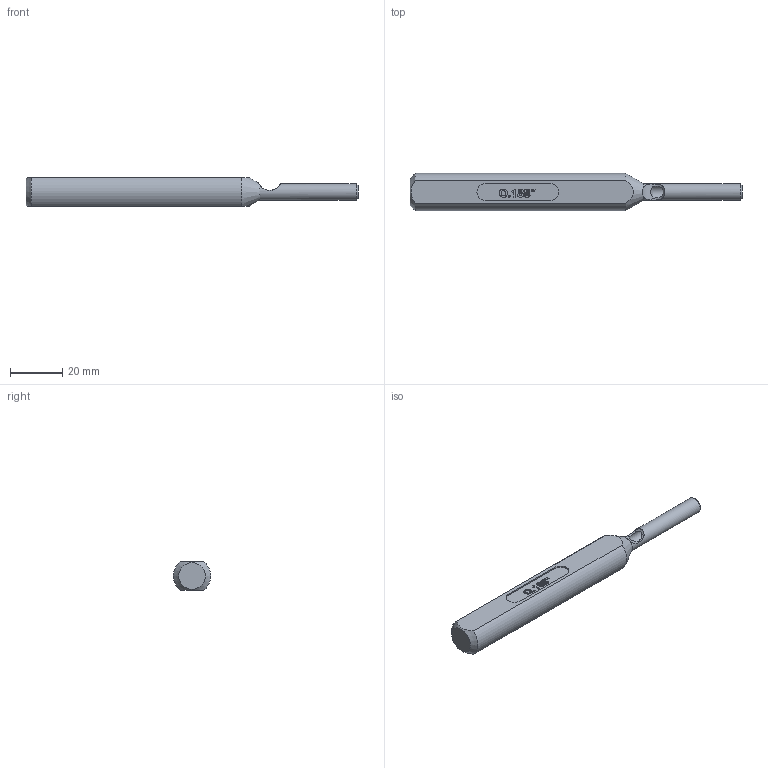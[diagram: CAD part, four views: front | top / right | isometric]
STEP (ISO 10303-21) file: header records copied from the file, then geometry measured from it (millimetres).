
FILE_DESCRIPTION(('FreeCAD Model'),'2;1');
FILE_NAME('Open CASCADE Shape Model','2024-01-04T15:21:13',(''),(''), 'Open CASCADE STEP processor 7.6','FreeCAD','Unknown');
FILE_SCHEMA(('AUTOMOTIVE_DESIGN { 1 0 10303 214 1 1 1 1 }'));
Length unit declared in the file: millimetre
Products named in the file (1): Body
Bounding box: 127 x 14.2 x 10.92 mm (x, y, z)
Volume: 12328.7 mm3; surface area: 5171 mm2
Topology: 1 solids, 1 shells, 132 faces, 353 edges, 234 vertices
Faces by surface type: extrusion 85, plane 35, cylinder 8, cone 4
Full cylindrical faces by diameter (mm): 4.763 x1, 6.263 x1
Entity records: 5337 total; most frequent: CARTESIAN_POINT 2341, ORIENTED_EDGE 704, DIRECTION 378, EDGE_CURVE 352, B_SPLINE_CURVE_WITH_KNOTS 261, VECTOR 240, VERTEX_POINT 234, LINE 155
